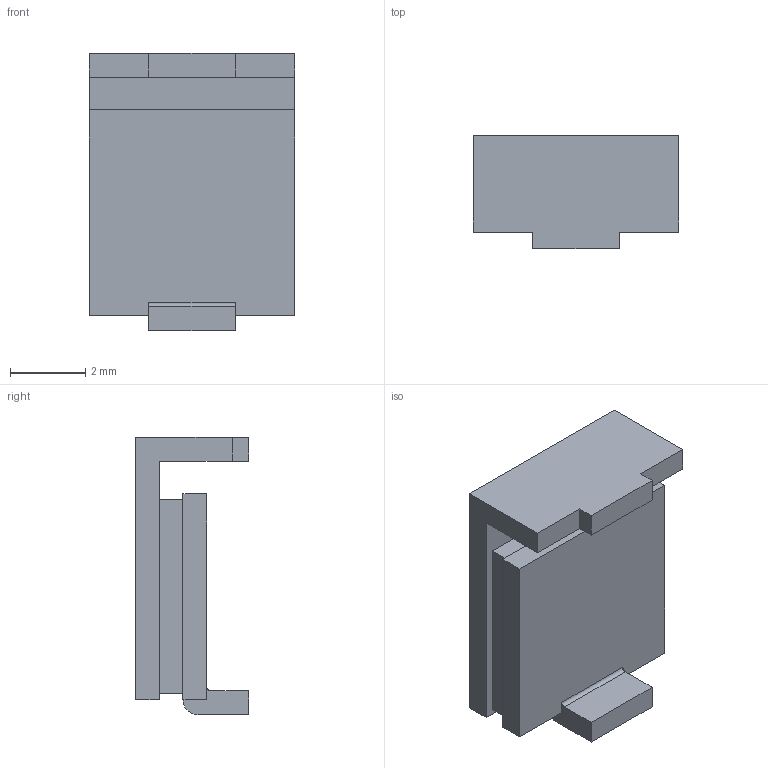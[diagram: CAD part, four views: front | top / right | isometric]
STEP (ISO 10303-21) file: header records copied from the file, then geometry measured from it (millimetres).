
FILE_DESCRIPTION(('FreeCAD Model'),'2;1');
FILE_NAME( 'Fuse_Bourns_MF-SM_7.96x5.44.step', '2018-03-22T13:21:44',('Author'),(''), 'Open CASCADE STEP processor 6.8','FreeCAD','Unknown');
FILE_SCHEMA(('AUTOMOTIVE_DESIGN_CC2 { 1 2 10303 214 -1 1 5 4 }'));
Length unit declared in the file: millimetre
Products named in the file (1): MF-SM260
Bounding box: 5.44 x 3 x 7.36 mm (x, y, z)
Volume: 68.4 mm3; surface area: 160 mm2
Topology: 1 solids, 1 shells, 30 faces, 76 edges, 50 vertices
Faces by surface type: plane 28, cylinder 2
Entity records: 2281 total; most frequent: CARTESIAN_POINT 513, DIRECTION 284, LINE 212, VECTOR 212, ORIENTED_EDGE 152, PCURVE 152, DEFINITIONAL_REPRESENTATION 152, EDGE_CURVE 76
